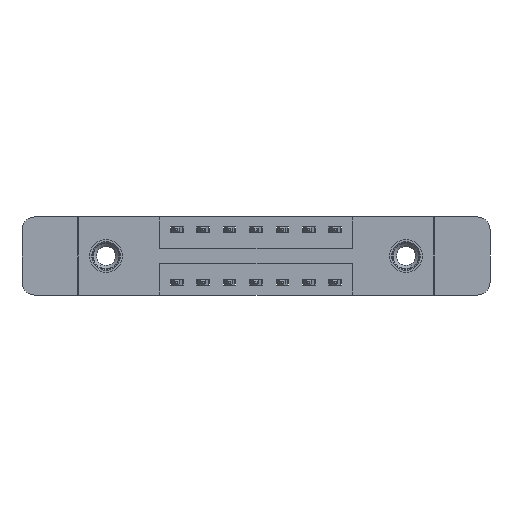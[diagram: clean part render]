
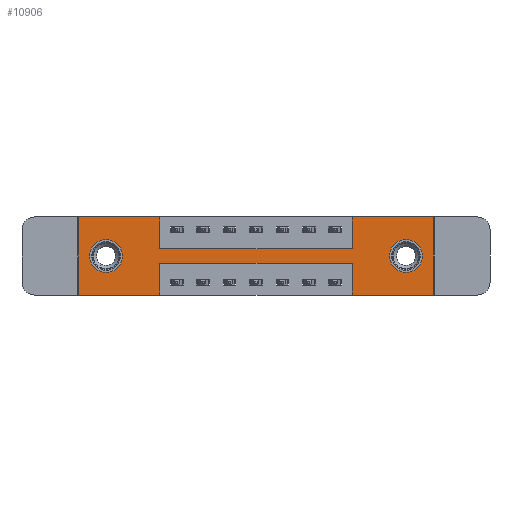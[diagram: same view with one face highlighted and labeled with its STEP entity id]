
A CAD part, front view. The second image highlights one B-rep face of the part: STEP entity #10906.
In plain terms, the highlighted planar face has unit normal (0, -1, 0).
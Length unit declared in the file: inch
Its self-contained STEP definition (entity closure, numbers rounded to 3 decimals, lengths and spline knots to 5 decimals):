
#46 = EDGE_CURVE ( 'NONE', #3533, #12263, #1952, .T. ) ;
#92 = CARTESIAN_POINT ( 'NONE',  ( 1.2975, 0., -0.37 ) ) ;
#118 = VECTOR ( 'NONE', #4968, 39.37008 ) ;
#152 = CARTESIAN_POINT ( 'NONE',  ( 1.5525, 0., -0.107 ) ) ;
#201 = VERTEX_POINT ( 'NONE', #9184 ) ;
#346 = DIRECTION ( 'NONE',  ( 0., 0., -1. ) ) ;
#441 = EDGE_CURVE ( 'NONE', #12263, #5297, #12711, .T. ) ;
#481 = EDGE_CURVE ( 'NONE', #764, #3923, #3981, .T. ) ;
#527 = EDGE_CURVE ( 'NONE', #1184, #3554, #1861, .T. ) ;
#571 = EDGE_CURVE ( 'NONE', #3923, #7706, #9411, .T. ) ;
#606 = EDGE_CURVE ( 'NONE', #5297, #1184, #8713, .T. ) ;
#628 = CIRCLE ( 'NONE', #924, 0.078 ) ;
#647 = ORIENTED_EDGE ( 'NONE', *, *, #10949, .T. ) ;
#711 = ORIENTED_EDGE ( 'NONE', *, *, #8508, .T. ) ;
#728 = DIRECTION ( 'NONE',  ( 0., 0., -1. ) ) ;
#734 = ORIENTED_EDGE ( 'NONE', *, *, #7626, .F. ) ;
#764 = VERTEX_POINT ( 'NONE', #1373 ) ;
#796 = VECTOR ( 'NONE', #6276, 39.37008 ) ;
#814 = CARTESIAN_POINT ( 'NONE',  ( 0.3875, 0., -0.22 ) ) ;
#867 = DIRECTION ( 'NONE',  ( 1., 0., 0. ) ) ;
#924 = AXIS2_PLACEMENT_3D ( 'NONE', #10350, #5895, #7113 ) ;
#1176 = VERTEX_POINT ( 'NONE', #5125 ) ;
#1184 = VERTEX_POINT ( 'NONE', #14200 ) ;
#1315 = CARTESIAN_POINT ( 'NONE',  ( 0.3875, 0., 0. ) ) ;
#1373 = CARTESIAN_POINT ( 'NONE',  ( 1.685, 0., 0. ) ) ;
#1752 = CARTESIAN_POINT ( 'NONE',  ( 0.3875, 0., -0.22 ) ) ;
#1861 = LINE ( 'NONE', #7557, #13567 ) ;
#1863 = DIRECTION ( 'NONE',  ( 0., 1., 0. ) ) ;
#1874 = CARTESIAN_POINT ( 'NONE',  ( 0., 0., -0.37 ) ) ;
#1952 = LINE ( 'NONE', #2227, #10359 ) ;
#1997 = AXIS2_PLACEMENT_3D ( 'NONE', #4227, #1863, #728 ) ;
#2108 = CIRCLE ( 'NONE', #5533, 0.078 ) ;
#2127 = EDGE_CURVE ( 'NONE', #1176, #4553, #2108, .T. ) ;
#2227 = CARTESIAN_POINT ( 'NONE',  ( 0., 0., 0. ) ) ;
#2250 = EDGE_LOOP ( 'NONE', ( #647, #2717 ) ) ;
#2378 = ORIENTED_EDGE ( 'NONE', *, *, #606, .F. ) ;
#2513 = DIRECTION ( 'NONE',  ( 0., 0., 1. ) ) ;
#2566 = ORIENTED_EDGE ( 'NONE', *, *, #46, .F. ) ;
#2713 = CARTESIAN_POINT ( 'NONE',  ( 0., 0., -0.37 ) ) ;
#2717 = ORIENTED_EDGE ( 'NONE', *, *, #4944, .T. ) ;
#3080 = VECTOR ( 'NONE', #10732, 39.37008 ) ;
#3214 = DIRECTION ( 'NONE',  ( 0., 1., 0. ) ) ;
#3243 = LINE ( 'NONE', #10774, #3080 ) ;
#3439 = VECTOR ( 'NONE', #5595, 39.37008 ) ;
#3533 = VERTEX_POINT ( 'NONE', #14346 ) ;
#3540 = VECTOR ( 'NONE', #4376, 39.37008 ) ;
#3554 = VERTEX_POINT ( 'NONE', #5679 ) ;
#3730 = EDGE_CURVE ( 'NONE', #13433, #4666, #8576, .T. ) ;
#3854 = CARTESIAN_POINT ( 'NONE',  ( 0.3875, 0., -0.15 ) ) ;
#3923 = VERTEX_POINT ( 'NONE', #8444 ) ;
#3981 = LINE ( 'NONE', #10477, #5033 ) ;
#4227 = CARTESIAN_POINT ( 'NONE',  ( 1.5525, 0., -0.185 ) ) ;
#4344 = PLANE ( 'NONE',  #13934 ) ;
#4376 = DIRECTION ( 'NONE',  ( 0., 0., 1. ) ) ;
#4459 = ORIENTED_EDGE ( 'NONE', *, *, #9042, .F. ) ;
#4553 = VERTEX_POINT ( 'NONE', #5210 ) ;
#4581 = LINE ( 'NONE', #11971, #13714 ) ;
#4593 = DIRECTION ( 'NONE',  ( 0., 0., -1. ) ) ;
#4666 = VERTEX_POINT ( 'NONE', #13775 ) ;
#4839 = EDGE_LOOP ( 'NONE', ( #11831, #711 ) ) ;
#4867 = DIRECTION ( 'NONE',  ( 0., 0., -1. ) ) ;
#4944 = EDGE_CURVE ( 'NONE', #13094, #8739, #6139, .T. ) ;
#4968 = DIRECTION ( 'NONE',  ( 0., 0., 1. ) ) ;
#5033 = VECTOR ( 'NONE', #346, 39.37008 ) ;
#5125 = CARTESIAN_POINT ( 'NONE',  ( 0.1325, 0., -0.107 ) ) ;
#5210 = CARTESIAN_POINT ( 'NONE',  ( 0.1325, 0., -0.263 ) ) ;
#5297 = VERTEX_POINT ( 'NONE', #3854 ) ;
#5360 = ORIENTED_EDGE ( 'NONE', *, *, #571, .F. ) ;
#5374 = FACE_BOUND ( 'NONE', #4839, .T. ) ;
#5533 = AXIS2_PLACEMENT_3D ( 'NONE', #12724, #12581, #7033 ) ;
#5595 = DIRECTION ( 'NONE',  ( 1., 0., 0. ) ) ;
#5679 = CARTESIAN_POINT ( 'NONE',  ( 1.2975, 0., 0. ) ) ;
#5895 = DIRECTION ( 'NONE',  ( 0., 1., 0. ) ) ;
#5980 = AXIS2_PLACEMENT_3D ( 'NONE', #9842, #3214, #7701 ) ;
#6139 = CIRCLE ( 'NONE', #1997, 0.078 ) ;
#6158 = EDGE_CURVE ( 'NONE', #7706, #201, #12965, .T. ) ;
#6276 = DIRECTION ( 'NONE',  ( -1., 0., 0. ) ) ;
#6536 = ORIENTED_EDGE ( 'NONE', *, *, #6158, .F. ) ;
#7019 = CIRCLE ( 'NONE', #5980, 0.078 ) ;
#7033 = DIRECTION ( 'NONE',  ( 0., 0., 1. ) ) ;
#7113 = DIRECTION ( 'NONE',  ( 0., 0., -1. ) ) ;
#7132 = LINE ( 'NONE', #12841, #118 ) ;
#7500 = VECTOR ( 'NONE', #12670, 39.37008 ) ;
#7557 = CARTESIAN_POINT ( 'NONE',  ( 1.2975, 0., 0. ) ) ;
#7626 = EDGE_CURVE ( 'NONE', #201, #14070, #10393, .T. ) ;
#7701 = DIRECTION ( 'NONE',  ( 0., 0., 1. ) ) ;
#7706 = VERTEX_POINT ( 'NONE', #11974 ) ;
#8007 = ORIENTED_EDGE ( 'NONE', *, *, #481, .F. ) ;
#8278 = CARTESIAN_POINT ( 'NONE',  ( 0.3875, 0., 0. ) ) ;
#8444 = CARTESIAN_POINT ( 'NONE',  ( 1.685, 0., -0.37 ) ) ;
#8508 = EDGE_CURVE ( 'NONE', #4553, #1176, #7019, .T. ) ;
#8576 = LINE ( 'NONE', #2713, #7500 ) ;
#8713 = LINE ( 'NONE', #14139, #3439 ) ;
#8739 = VERTEX_POINT ( 'NONE', #152 ) ;
#9042 = EDGE_CURVE ( 'NONE', #3554, #764, #4581, .T. ) ;
#9184 = CARTESIAN_POINT ( 'NONE',  ( 1.2975, 0., -0.22 ) ) ;
#9327 = CARTESIAN_POINT ( 'NONE',  ( 0.3875, 0., -0.37 ) ) ;
#9411 = LINE ( 'NONE', #1874, #796 ) ;
#9488 = ORIENTED_EDGE ( 'NONE', *, *, #10754, .F. ) ;
#9842 = CARTESIAN_POINT ( 'NONE',  ( 0.1325, 0., -0.185 ) ) ;
#10113 = FACE_OUTER_BOUND ( 'NONE', #13497, .T. ) ;
#10350 = CARTESIAN_POINT ( 'NONE',  ( 1.5525, 0., -0.185 ) ) ;
#10359 = VECTOR ( 'NONE', #14387, 39.37008 ) ;
#10393 = LINE ( 'NONE', #814, #14034 ) ;
#10477 = CARTESIAN_POINT ( 'NONE',  ( 1.685, 0., 0. ) ) ;
#10732 = DIRECTION ( 'NONE',  ( 0., 0., -1. ) ) ;
#10754 = EDGE_CURVE ( 'NONE', #4666, #3533, #7132, .T. ) ;
#10774 = CARTESIAN_POINT ( 'NONE',  ( 0.3875, 0., -0.37 ) ) ;
#10906 = ADVANCED_FACE ( 'NONE', ( #14109, #5374, #10113 ), #4344, .T. ) ;
#10949 = EDGE_CURVE ( 'NONE', #8739, #13094, #628, .T. ) ;
#11647 = ORIENTED_EDGE ( 'NONE', *, *, #3730, .F. ) ;
#11703 = EDGE_CURVE ( 'NONE', #14070, #13433, #3243, .T. ) ;
#11831 = ORIENTED_EDGE ( 'NONE', *, *, #2127, .T. ) ;
#11840 = VECTOR ( 'NONE', #4867, 39.37008 ) ;
#11971 = CARTESIAN_POINT ( 'NONE',  ( 0., 0., 0. ) ) ;
#11974 = CARTESIAN_POINT ( 'NONE',  ( 1.2975, 0., -0.37 ) ) ;
#12148 = CARTESIAN_POINT ( 'NONE',  ( 0., 0., -0.37 ) ) ;
#12263 = VERTEX_POINT ( 'NONE', #8278 ) ;
#12295 = DIRECTION ( 'NONE',  ( 0., -1., 0. ) ) ;
#12454 = ORIENTED_EDGE ( 'NONE', *, *, #527, .F. ) ;
#12581 = DIRECTION ( 'NONE',  ( 0., 1., 0. ) ) ;
#12604 = ORIENTED_EDGE ( 'NONE', *, *, #11703, .F. ) ;
#12670 = DIRECTION ( 'NONE',  ( -1., 0., 0. ) ) ;
#12711 = LINE ( 'NONE', #1315, #11840 ) ;
#12724 = CARTESIAN_POINT ( 'NONE',  ( 0.1325, 0., -0.185 ) ) ;
#12841 = CARTESIAN_POINT ( 'NONE',  ( 0., 0., 0. ) ) ;
#12965 = LINE ( 'NONE', #92, #3540 ) ;
#12982 = DIRECTION ( 'NONE',  ( -1., 0., 0. ) ) ;
#13094 = VERTEX_POINT ( 'NONE', #13129 ) ;
#13129 = CARTESIAN_POINT ( 'NONE',  ( 1.5525, 0., -0.263 ) ) ;
#13433 = VERTEX_POINT ( 'NONE', #9327 ) ;
#13497 = EDGE_LOOP ( 'NONE', ( #12604, #734, #6536, #5360, #8007, #4459, #12454, #2378, #14485, #2566, #9488, #11647 ) ) ;
#13567 = VECTOR ( 'NONE', #2513, 39.37008 ) ;
#13714 = VECTOR ( 'NONE', #867, 39.37008 ) ;
#13775 = CARTESIAN_POINT ( 'NONE',  ( 0., 0., -0.37 ) ) ;
#13934 = AXIS2_PLACEMENT_3D ( 'NONE', #12148, #12295, #4593 ) ;
#14034 = VECTOR ( 'NONE', #12982, 39.37008 ) ;
#14070 = VERTEX_POINT ( 'NONE', #1752 ) ;
#14109 = FACE_BOUND ( 'NONE', #2250, .T. ) ;
#14139 = CARTESIAN_POINT ( 'NONE',  ( 0.3875, 0., -0.15 ) ) ;
#14200 = CARTESIAN_POINT ( 'NONE',  ( 1.2975, 0., -0.15 ) ) ;
#14346 = CARTESIAN_POINT ( 'NONE',  ( 0., 0., 0. ) ) ;
#14387 = DIRECTION ( 'NONE',  ( 1., 0., 0. ) ) ;
#14485 = ORIENTED_EDGE ( 'NONE', *, *, #441, .F. ) ;
